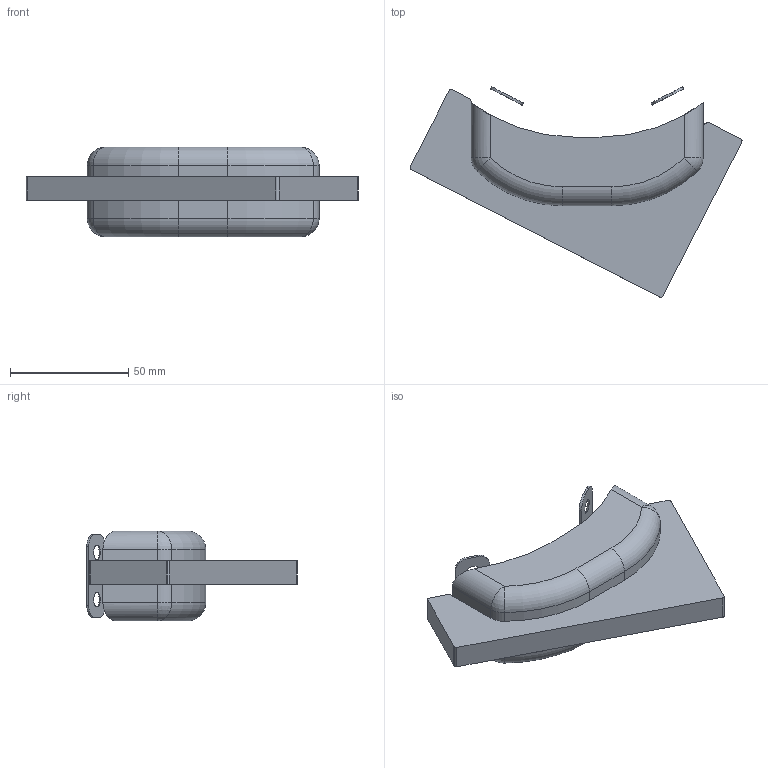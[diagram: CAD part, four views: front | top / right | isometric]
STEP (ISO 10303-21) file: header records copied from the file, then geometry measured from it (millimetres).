
FILE_DESCRIPTION (( 'STEP AP214' ), '1' );
FILE_NAME ('cheetah collar payload primary - enclosure.STEP', '2020-08-25T09:34:15', ( '' ), ( '' ), 'SwSTEP 2.0', 'SolidWorks 2016', '' );
FILE_SCHEMA (( 'AUTOMOTIVE_DESIGN' ));
Length unit declared in the file: millimetre
Products named in the file (1): cheetah collar payload primary - enclosure
Bounding box: 140.3 x 88.93 x 38 mm (x, y, z)
Volume: 89084.3 mm3; surface area: 33625.8 mm2
Topology: 4 solids, 4 shells, 135 faces, 345 edges, 222 vertices
Faces by surface type: cylinder 62, plane 57, cone 8, torus 4, sphere 4
Entity records: 4492 total; most frequent: CARTESIAN_POINT 1063, DIRECTION 733, ORIENTED_EDGE 682, EDGE_CURVE 341, AXIS2_PLACEMENT_3D 272, VERTEX_POINT 222, LINE 189, VECTOR 189
